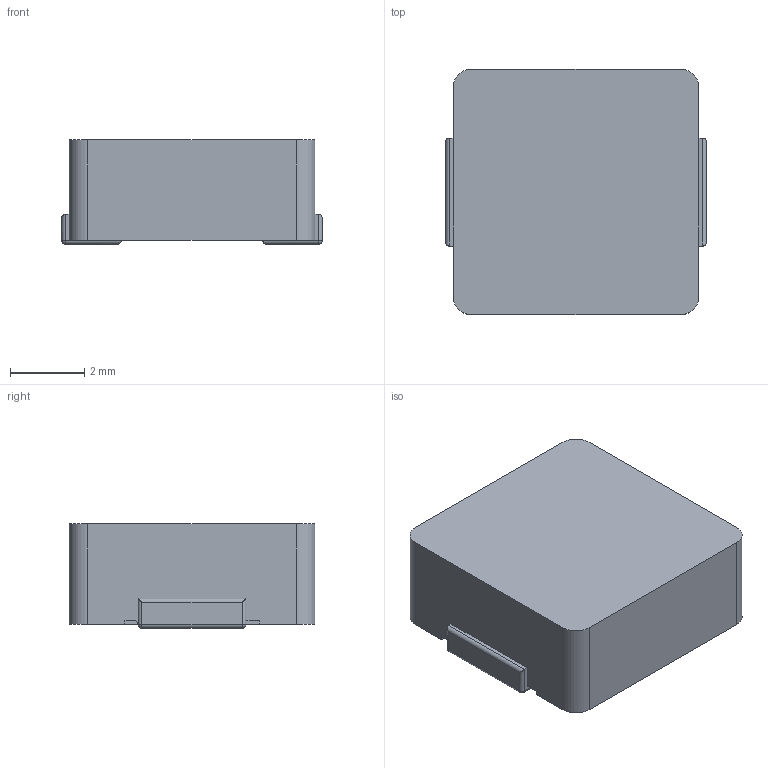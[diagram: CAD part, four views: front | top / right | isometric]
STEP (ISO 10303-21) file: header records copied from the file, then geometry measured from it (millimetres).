
FILE_DESCRIPTION (( 'STEP AP214' ), '1' );
FILE_NAME ('0630CDMCC.STEP', '2024-02-15T17:05:45', ( '' ), ( '' ), 'SwSTEP 2.0', 'SolidWorks 2023', '' );
FILE_SCHEMA (( 'AUTOMOTIVE_DESIGN' ));
Length unit declared in the file: millimetre
Products named in the file (1): 0630CDMCC
Bounding box: 7 x 6.6 x 2.8 mm (x, y, z)
Volume: 118.1 mm3; surface area: 161.6 mm2
Topology: 1 solids, 1 shells, 49 faces, 124 edges, 73 vertices
Faces by surface type: plane 26, cylinder 19, sphere 4
Entity records: 1431 total; most frequent: CARTESIAN_POINT 267, ORIENTED_EDGE 240, DIRECTION 234, EDGE_CURVE 120, LINE 90, VECTOR 90, VERTEX_POINT 73, AXIS2_PLACEMENT_3D 72
